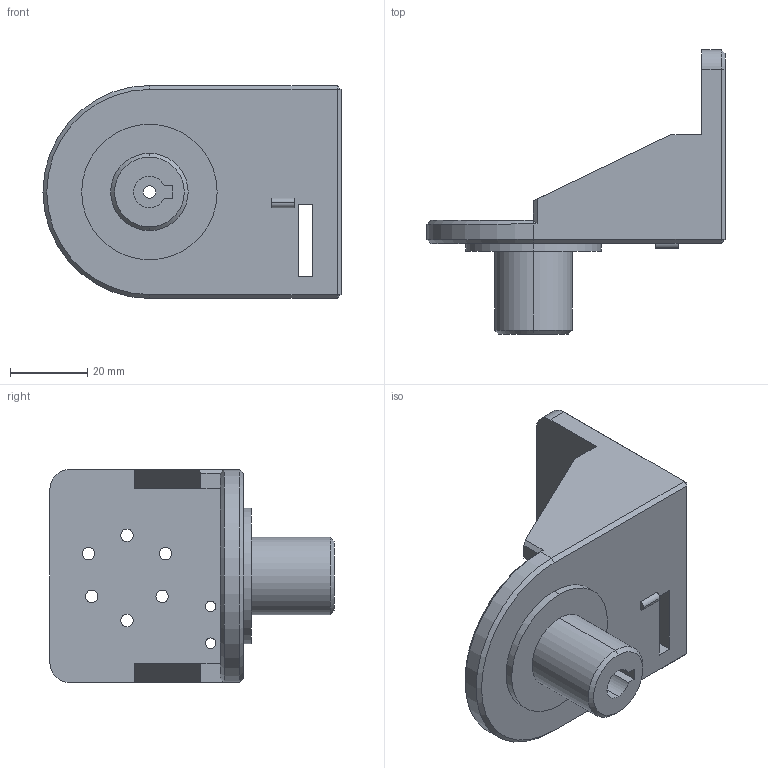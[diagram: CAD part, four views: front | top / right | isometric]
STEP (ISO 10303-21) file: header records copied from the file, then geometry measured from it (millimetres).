
FILE_DESCRIPTION (( 'STEP AP214' ), '1' );
FILE_NAME ('frame1.step', '2025-07-05T23:20:08', ( '' ), ( '' ), 'SwSTEP 2.0', 'SolidWorks 2022', '' );
FILE_SCHEMA (( 'AUTOMOTIVE_DESIGN' ));
Length unit declared in the file: millimetre
Products named in the file (1): frame1
Bounding box: 77 x 73.4 x 55 mm (x, y, z)
Volume: 50708.7 mm3; surface area: 19553.9 mm2
Topology: 1 solids, 1 shells, 95 faces, 228 edges, 146 vertices
Faces by surface type: plane 45, cylinder 44, cone 6
Entity records: 2846 total; most frequent: DIRECTION 514, CARTESIAN_POINT 470, ORIENTED_EDGE 456, EDGE_CURVE 228, AXIS2_PLACEMENT_3D 190, VERTEX_POINT 146, VECTOR 134, LINE 134
